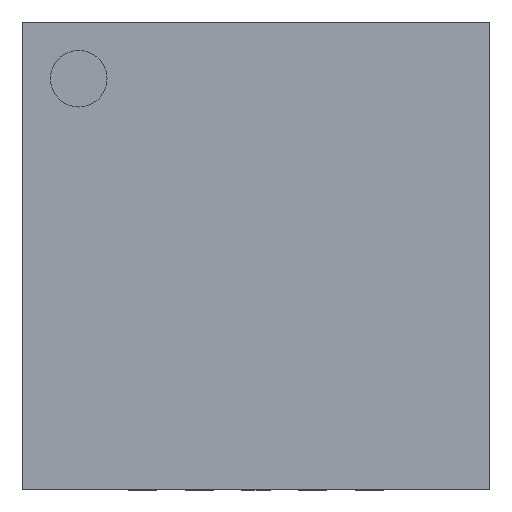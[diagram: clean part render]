
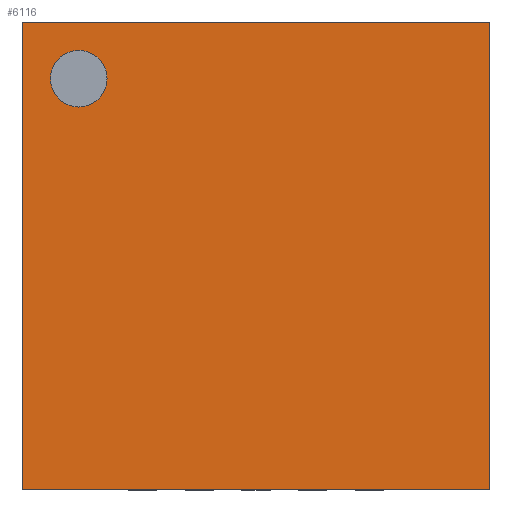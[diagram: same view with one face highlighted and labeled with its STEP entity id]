
A CAD part, top view. The second image highlights one B-rep face of the part: STEP entity #6116.
In plain terms, the highlighted planar face has unit normal (0, 0, 1).
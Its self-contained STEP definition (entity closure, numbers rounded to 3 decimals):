
#3346=CARTESIAN_POINT('',(-1.314,1.564,0.9));
#3347=VERTEX_POINT('',#3346);
#3356=CARTESIAN_POINT('',(-1.814,1.564,0.9));
#3357=VERTEX_POINT('',#3356);
#3358=CARTESIAN_POINT('',(-1.564,1.564,0.9));
#3359=DIRECTION('',(0.0,0.0,-1.0));
#3360=DIRECTION('',(1.0,0.0,0.0));
#3361=AXIS2_PLACEMENT_3D('',#3358,#3359,#3360);
#3362=CIRCLE('',#3361,0.25);
#3363=EDGE_CURVE('',#3357,#3347,#3362,.T.);
#3397=CARTESIAN_POINT('',(-1.564,1.564,0.9));
#3398=DIRECTION('',(0.0,0.0,-1.0));
#3399=DIRECTION('',(1.0,0.0,0.0));
#3400=AXIS2_PLACEMENT_3D('',#3397,#3398,#3399);
#3401=CIRCLE('',#3400,0.25);
#3402=EDGE_CURVE('',#3347,#3357,#3401,.T.);
#5849=CARTESIAN_POINT('',(2.064,2.064,0.9));
#5850=VERTEX_POINT('',#5849);
#5857=CARTESIAN_POINT('',(2.064,-2.064,0.9));
#5858=VERTEX_POINT('',#5857);
#5859=CARTESIAN_POINT('',(2.064,2.064,0.9));
#5860=DIRECTION('',(0.0,-1.0,0.0));
#5861=VECTOR('',#5860,4.127);
#5862=LINE('',#5859,#5861);
#5863=EDGE_CURVE('',#5850,#5858,#5862,.T.);
#5898=CARTESIAN_POINT('',(-2.064,-2.064,0.9));
#5899=VERTEX_POINT('',#5898);
#5906=CARTESIAN_POINT('',(-2.064,2.064,0.9));
#5907=VERTEX_POINT('',#5906);
#5908=CARTESIAN_POINT('',(-2.064,-2.064,0.9));
#5909=DIRECTION('',(0.0,1.0,0.0));
#5910=VECTOR('',#5909,4.127);
#5911=LINE('',#5908,#5910);
#5912=EDGE_CURVE('',#5899,#5907,#5911,.T.);
#5982=CARTESIAN_POINT('',(-2.064,2.064,0.9));
#5983=DIRECTION('',(1.0,0.0,0.0));
#5984=VECTOR('',#5983,4.127);
#5985=LINE('',#5982,#5984);
#5986=EDGE_CURVE('',#5907,#5850,#5985,.T.);
#6085=CARTESIAN_POINT('',(2.064,-2.064,0.9));
#6086=DIRECTION('',(-1.0,0.0,0.0));
#6087=VECTOR('',#6086,4.127);
#6088=LINE('',#6085,#6087);
#6089=EDGE_CURVE('',#5858,#5899,#6088,.T.);
#6101=CARTESIAN_POINT('',(0.0,0.,0.9));
#6102=DIRECTION('',(0.0,0.0,1.0));
#6103=DIRECTION('',(1.0,0.0,0.0));
#6104=AXIS2_PLACEMENT_3D('',#6101,#6102,#6103);
#6105=PLANE('',#6104);
#6106=ORIENTED_EDGE('',*,*,#5863,.F.);
#6107=ORIENTED_EDGE('',*,*,#5986,.F.);
#6108=ORIENTED_EDGE('',*,*,#5912,.F.);
#6109=ORIENTED_EDGE('',*,*,#6089,.F.);
#6110=EDGE_LOOP('',(#6106,#6107,#6108,#6109));
#6111=FACE_OUTER_BOUND('',#6110,.T.);
#6112=ORIENTED_EDGE('',*,*,#3402,.T.);
#6113=ORIENTED_EDGE('',*,*,#3363,.T.);
#6114=EDGE_LOOP('',(#6112,#6113));
#6115=FACE_BOUND('',#6114,.T.);
#6116=ADVANCED_FACE('',(#6111,#6115),#6105,.T.);
